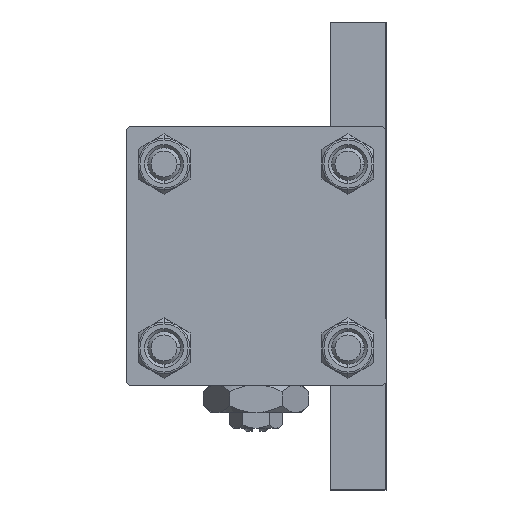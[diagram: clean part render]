
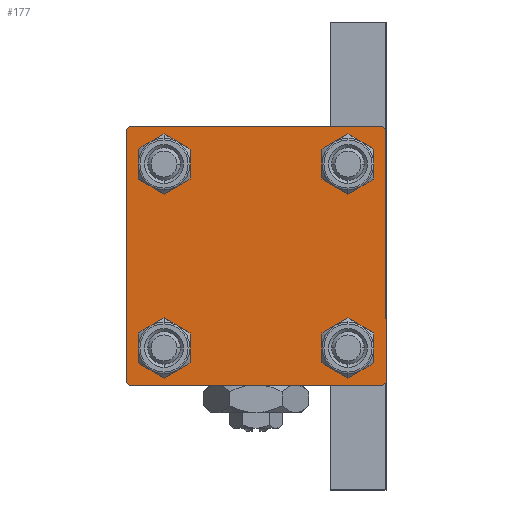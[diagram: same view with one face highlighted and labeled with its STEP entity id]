
A CAD part, left-side view. The second image highlights one B-rep face of the part: STEP entity #177.
In plain terms, the highlighted planar face has unit normal (-1, 0, 0).
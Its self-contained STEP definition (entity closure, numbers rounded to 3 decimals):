
#177 = ADVANCED_FACE ( 'NONE', ( #38374, #42202, #30474, #10658, #7348 ), #37634, .T. ) ;
#202 = ORIENTED_EDGE ( 'NONE', *, *, #38208, .F. ) ;
#352 = CARTESIAN_POINT ( 'NONE',  ( 0., 20., -20. ) ) ;
#1107 = DIRECTION ( 'NONE',  ( 0., -0.707, 0.707 ) ) ;
#2055 = ORIENTED_EDGE ( 'NONE', *, *, #42455, .T. ) ;
#2199 = DIRECTION ( 'NONE',  ( 0., -0.707, -0.707 ) ) ;
#2781 = DIRECTION ( 'NONE',  ( 1., 0., 0. ) ) ;
#2891 = CARTESIAN_POINT ( 'NONE',  ( 0., 14.15, -11.15 ) ) ;
#3500 = EDGE_LOOP ( 'NONE', ( #30402, #5590 ) ) ;
#3820 = DIRECTION ( 'NONE',  ( 0., 0., 1. ) ) ;
#3953 = VECTOR ( 'NONE', #11809, 1000. ) ;
#4069 = CARTESIAN_POINT ( 'NONE',  ( 0., -20., -19.5 ) ) ;
#4071 = VERTEX_POINT ( 'NONE', #35871 ) ;
#4092 = VECTOR ( 'NONE', #10838, 1000. ) ;
#5173 = LINE ( 'NONE', #24245, #40613 ) ;
#5590 = ORIENTED_EDGE ( 'NONE', *, *, #19684, .T. ) ;
#5787 = AXIS2_PLACEMENT_3D ( 'NONE', #22895, #14769, #34084 ) ;
#5947 = CARTESIAN_POINT ( 'NONE',  ( 0., 14.15, 14.15 ) ) ;
#5995 = DIRECTION ( 'NONE',  ( 0., 0., 1. ) ) ;
#6146 = LINE ( 'NONE', #29535, #13482 ) ;
#6274 = CARTESIAN_POINT ( 'NONE',  ( 0., 20., 20. ) ) ;
#6787 = LINE ( 'NONE', #6274, #4092 ) ;
#7128 = ORIENTED_EDGE ( 'NONE', *, *, #37031, .T. ) ;
#7227 = VECTOR ( 'NONE', #2199, 1000. ) ;
#7348 = FACE_OUTER_BOUND ( 'NONE', #19743, .T. ) ;
#8295 = ORIENTED_EDGE ( 'NONE', *, *, #9619, .F. ) ;
#8853 = EDGE_CURVE ( 'NONE', #45076, #31598, #5173, .T. ) ;
#8995 = CIRCLE ( 'NONE', #5787, 3. ) ;
#9619 = EDGE_CURVE ( 'NONE', #41787, #31598, #34058, .T. ) ;
#10299 = CARTESIAN_POINT ( 'NONE',  ( 0., -14.15, 14.15 ) ) ;
#10658 = FACE_BOUND ( 'NONE', #3500, .T. ) ;
#10668 = CIRCLE ( 'NONE', #39105, 3. ) ;
#10838 = DIRECTION ( 'NONE',  ( 0., 0., -1. ) ) ;
#11007 = EDGE_CURVE ( 'NONE', #28443, #36945, #33389, .T. ) ;
#11163 = DIRECTION ( 'NONE',  ( -1., 0., 0. ) ) ;
#11233 = VERTEX_POINT ( 'NONE', #17064 ) ;
#11521 = VERTEX_POINT ( 'NONE', #39564 ) ;
#11759 = CARTESIAN_POINT ( 'NONE',  ( 0., -14.15, 17.15 ) ) ;
#11809 = DIRECTION ( 'NONE',  ( 0., -1., 0. ) ) ;
#13174 = CARTESIAN_POINT ( 'NONE',  ( 0., 14.15, 11.15 ) ) ;
#13292 = VERTEX_POINT ( 'NONE', #11759 ) ;
#13482 = VECTOR ( 'NONE', #21907, 1000. ) ;
#13558 = AXIS2_PLACEMENT_3D ( 'NONE', #25921, #2781, #18282 ) ;
#13578 = DIRECTION ( 'NONE',  ( 1., 0., 0. ) ) ;
#13599 = VECTOR ( 'NONE', #38322, 1000. ) ;
#14443 = CARTESIAN_POINT ( 'NONE',  ( 0., -14.15, -17.15 ) ) ;
#14498 = CIRCLE ( 'NONE', #47785, 3. ) ;
#14739 = CARTESIAN_POINT ( 'NONE',  ( 0., -20., 20. ) ) ;
#14769 = DIRECTION ( 'NONE',  ( 1., 0., 0. ) ) ;
#14927 = CARTESIAN_POINT ( 'NONE',  ( 0., 20., 20. ) ) ;
#15295 = ORIENTED_EDGE ( 'NONE', *, *, #27460, .T. ) ;
#16417 = ORIENTED_EDGE ( 'NONE', *, *, #11007, .T. ) ;
#17064 = CARTESIAN_POINT ( 'NONE',  ( 0., 20., -19.5 ) ) ;
#17257 = ORIENTED_EDGE ( 'NONE', *, *, #44349, .T. ) ;
#18033 = ORIENTED_EDGE ( 'NONE', *, *, #39399, .T. ) ;
#18037 = CARTESIAN_POINT ( 'NONE',  ( 0., 0., 0. ) ) ;
#18199 = LINE ( 'NONE', #44940, #7227 ) ;
#18282 = DIRECTION ( 'NONE',  ( 0., 0., 1. ) ) ;
#19332 = DIRECTION ( 'NONE',  ( 1., 0., 0. ) ) ;
#19684 = EDGE_CURVE ( 'NONE', #36068, #45990, #22472, .T. ) ;
#19743 = EDGE_LOOP ( 'NONE', ( #22606, #42632, #17257, #24585, #8295, #48242, #202, #16417 ) ) ;
#20950 = AXIS2_PLACEMENT_3D ( 'NONE', #10299, #25321, #5995 ) ;
#21500 = VECTOR ( 'NONE', #48920, 1000. ) ;
#21907 = DIRECTION ( 'NONE',  ( 0., 0.707, 0.707 ) ) ;
#22472 = CIRCLE ( 'NONE', #29801, 3. ) ;
#22606 = ORIENTED_EDGE ( 'NONE', *, *, #48598, .T. ) ;
#22895 = CARTESIAN_POINT ( 'NONE',  ( 0., -14.15, 14.15 ) ) ;
#24245 = CARTESIAN_POINT ( 'NONE',  ( 0., -19.75, -19.75 ) ) ;
#24585 = ORIENTED_EDGE ( 'NONE', *, *, #8853, .T. ) ;
#24608 = CARTESIAN_POINT ( 'NONE',  ( 0., -14.15, -14.15 ) ) ;
#24866 = DIRECTION ( 'NONE',  ( 0., 0., 1. ) ) ;
#24990 = VERTEX_POINT ( 'NONE', #36625 ) ;
#25168 = VERTEX_POINT ( 'NONE', #40615 ) ;
#25321 = DIRECTION ( 'NONE',  ( 1., 0., 0. ) ) ;
#25398 = CARTESIAN_POINT ( 'NONE',  ( 0., -14.15, -14.15 ) ) ;
#25606 = CARTESIAN_POINT ( 'NONE',  ( 0., -19.5, 20. ) ) ;
#25787 = AXIS2_PLACEMENT_3D ( 'NONE', #31986, #35807, #24866 ) ;
#25815 = AXIS2_PLACEMENT_3D ( 'NONE', #35611, #19332, #3820 ) ;
#25921 = CARTESIAN_POINT ( 'NONE',  ( 0., 14.15, -14.15 ) ) ;
#27460 = EDGE_CURVE ( 'NONE', #13292, #24990, #8995, .T. ) ;
#27621 = EDGE_LOOP ( 'NONE', ( #15295, #18033 ) ) ;
#28443 = VERTEX_POINT ( 'NONE', #41710 ) ;
#28681 = EDGE_CURVE ( 'NONE', #4071, #30722, #10668, .T. ) ;
#29535 = CARTESIAN_POINT ( 'NONE',  ( 0., -19.75, 19.75 ) ) ;
#29801 = AXIS2_PLACEMENT_3D ( 'NONE', #5947, #13578, #36972 ) ;
#29808 = CIRCLE ( 'NONE', #13558, 3. ) ;
#29876 = CIRCLE ( 'NONE', #25815, 3. ) ;
#30402 = ORIENTED_EDGE ( 'NONE', *, *, #38031, .T. ) ;
#30474 = FACE_BOUND ( 'NONE', #39880, .T. ) ;
#30722 = VERTEX_POINT ( 'NONE', #14443 ) ;
#30988 = CARTESIAN_POINT ( 'NONE',  ( 0., 14.15, 17.15 ) ) ;
#31598 = VERTEX_POINT ( 'NONE', #4069 ) ;
#31986 = CARTESIAN_POINT ( 'NONE',  ( 0., 14.15, 14.15 ) ) ;
#33138 = CARTESIAN_POINT ( 'NONE',  ( 0., 19.75, 19.75 ) ) ;
#33196 = VERTEX_POINT ( 'NONE', #25606 ) ;
#33361 = AXIS2_PLACEMENT_3D ( 'NONE', #18037, #11163, #34045 ) ;
#33389 = LINE ( 'NONE', #33138, #21500 ) ;
#34045 = DIRECTION ( 'NONE',  ( 0., 0., 1. ) ) ;
#34058 = LINE ( 'NONE', #14739, #42208 ) ;
#34084 = DIRECTION ( 'NONE',  ( 0., 0., 1. ) ) ;
#34200 = LINE ( 'NONE', #352, #3953 ) ;
#34691 = EDGE_CURVE ( 'NONE', #41787, #33196, #6146, .T. ) ;
#35611 = CARTESIAN_POINT ( 'NONE',  ( 0., 14.15, -14.15 ) ) ;
#35807 = DIRECTION ( 'NONE',  ( 1., 0., 0. ) ) ;
#35871 = CARTESIAN_POINT ( 'NONE',  ( 0., -14.15, -11.15 ) ) ;
#36068 = VERTEX_POINT ( 'NONE', #13174 ) ;
#36107 = CARTESIAN_POINT ( 'NONE',  ( 0., 20., 19.5 ) ) ;
#36625 = CARTESIAN_POINT ( 'NONE',  ( 0., -14.15, 11.15 ) ) ;
#36945 = VERTEX_POINT ( 'NONE', #36107 ) ;
#36972 = DIRECTION ( 'NONE',  ( 0., 0., 1. ) ) ;
#37031 = EDGE_CURVE ( 'NONE', #48890, #11521, #29808, .T. ) ;
#37099 = DIRECTION ( 'NONE',  ( 0., 0., 1. ) ) ;
#37634 = PLANE ( 'NONE',  #33361 ) ;
#38031 = EDGE_CURVE ( 'NONE', #45990, #36068, #47713, .T. ) ;
#38046 = CARTESIAN_POINT ( 'NONE',  ( 0., -19.5, -20. ) ) ;
#38081 = LINE ( 'NONE', #14927, #13599 ) ;
#38208 = EDGE_CURVE ( 'NONE', #28443, #33196, #38081, .T. ) ;
#38322 = DIRECTION ( 'NONE',  ( 0., -1., 0. ) ) ;
#38374 = FACE_BOUND ( 'NONE', #27621, .T. ) ;
#39105 = AXIS2_PLACEMENT_3D ( 'NONE', #24608, #40394, #44205 ) ;
#39399 = EDGE_CURVE ( 'NONE', #24990, #13292, #39618, .T. ) ;
#39564 = CARTESIAN_POINT ( 'NONE',  ( 0., 14.15, -17.15 ) ) ;
#39618 = CIRCLE ( 'NONE', #20950, 3. ) ;
#39880 = EDGE_LOOP ( 'NONE', ( #7128, #2055 ) ) ;
#40201 = ORIENTED_EDGE ( 'NONE', *, *, #40333, .T. ) ;
#40333 = EDGE_CURVE ( 'NONE', #30722, #4071, #14498, .T. ) ;
#40394 = DIRECTION ( 'NONE',  ( 1., 0., 0. ) ) ;
#40613 = VECTOR ( 'NONE', #1107, 1000. ) ;
#40615 = CARTESIAN_POINT ( 'NONE',  ( 0., 19.5, -20. ) ) ;
#41400 = EDGE_LOOP ( 'NONE', ( #43993, #40201 ) ) ;
#41710 = CARTESIAN_POINT ( 'NONE',  ( 0., 19.5, 20. ) ) ;
#41787 = VERTEX_POINT ( 'NONE', #49509 ) ;
#42202 = FACE_BOUND ( 'NONE', #41400, .T. ) ;
#42208 = VECTOR ( 'NONE', #45772, 1000. ) ;
#42455 = EDGE_CURVE ( 'NONE', #11521, #48890, #29876, .T. ) ;
#42632 = ORIENTED_EDGE ( 'NONE', *, *, #45049, .T. ) ;
#43993 = ORIENTED_EDGE ( 'NONE', *, *, #28681, .T. ) ;
#44205 = DIRECTION ( 'NONE',  ( 0., 0., 1. ) ) ;
#44349 = EDGE_CURVE ( 'NONE', #25168, #45076, #34200, .T. ) ;
#44940 = CARTESIAN_POINT ( 'NONE',  ( 0., 19.75, -19.75 ) ) ;
#45049 = EDGE_CURVE ( 'NONE', #11233, #25168, #18199, .T. ) ;
#45076 = VERTEX_POINT ( 'NONE', #38046 ) ;
#45772 = DIRECTION ( 'NONE',  ( 0., 0., -1. ) ) ;
#45990 = VERTEX_POINT ( 'NONE', #30988 ) ;
#47713 = CIRCLE ( 'NONE', #25787, 3. ) ;
#47785 = AXIS2_PLACEMENT_3D ( 'NONE', #25398, #48807, #37099 ) ;
#48242 = ORIENTED_EDGE ( 'NONE', *, *, #34691, .T. ) ;
#48598 = EDGE_CURVE ( 'NONE', #36945, #11233, #6787, .T. ) ;
#48807 = DIRECTION ( 'NONE',  ( 1., 0., 0. ) ) ;
#48890 = VERTEX_POINT ( 'NONE', #2891 ) ;
#48920 = DIRECTION ( 'NONE',  ( 0., 0.707, -0.707 ) ) ;
#49509 = CARTESIAN_POINT ( 'NONE',  ( 0., -20., 19.5 ) ) ;
